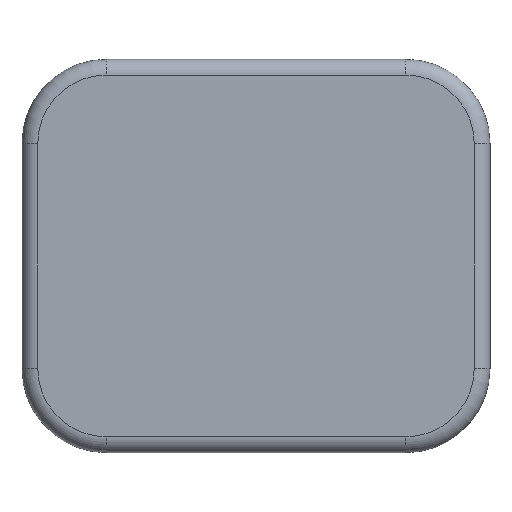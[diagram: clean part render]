
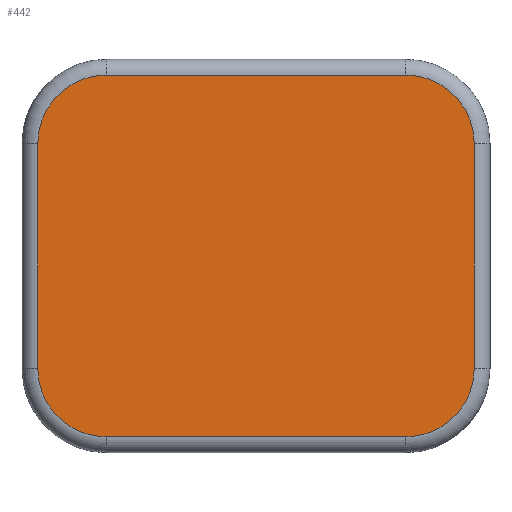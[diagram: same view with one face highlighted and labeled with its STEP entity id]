
A CAD part, top view. The second image highlights one B-rep face of the part: STEP entity #442.
In plain terms, the highlighted planar face has unit normal (0, 0, 1).
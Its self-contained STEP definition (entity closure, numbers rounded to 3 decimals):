
#18=PLANE('',#501);
#43=FACE_OUTER_BOUND('',#70,.T.);
#70=EDGE_LOOP('',(#338,#339,#340,#341,#342,#343,#344,#345));
#87=LINE('',#683,#123);
#88=LINE('',#694,#124);
#90=LINE('',#706,#126);
#92=LINE('',#718,#128);
#123=VECTOR('',#535,10.);
#124=VECTOR('',#548,10.);
#126=VECTOR('',#562,10.);
#128=VECTOR('',#576,10.);
#161=CIRCLE('',#476,6.5);
#165=CIRCLE('',#482,6.5);
#169=CIRCLE('',#488,6.5);
#172=CIRCLE('',#493,6.5);
#186=VERTEX_POINT('',#676);
#189=VERTEX_POINT('',#681);
#191=VERTEX_POINT('',#686);
#193=VERTEX_POINT('',#692);
#195=VERTEX_POINT('',#698);
#197=VERTEX_POINT('',#704);
#199=VERTEX_POINT('',#710);
#201=VERTEX_POINT('',#716);
#229=EDGE_CURVE('',#189,#186,#87,.T.);
#231=EDGE_CURVE('',#191,#189,#161,.T.);
#234=EDGE_CURVE('',#193,#191,#88,.T.);
#237=EDGE_CURVE('',#195,#193,#165,.T.);
#240=EDGE_CURVE('',#197,#195,#90,.T.);
#243=EDGE_CURVE('',#199,#197,#169,.T.);
#246=EDGE_CURVE('',#201,#199,#92,.T.);
#248=EDGE_CURVE('',#186,#201,#172,.T.);
#338=ORIENTED_EDGE('',*,*,#229,.F.);
#339=ORIENTED_EDGE('',*,*,#231,.F.);
#340=ORIENTED_EDGE('',*,*,#234,.F.);
#341=ORIENTED_EDGE('',*,*,#237,.F.);
#342=ORIENTED_EDGE('',*,*,#240,.F.);
#343=ORIENTED_EDGE('',*,*,#243,.F.);
#344=ORIENTED_EDGE('',*,*,#246,.F.);
#345=ORIENTED_EDGE('',*,*,#248,.F.);
#442=ADVANCED_FACE('',(#43),#18,.T.);
#476=AXIS2_PLACEMENT_3D('',#688,#540,#541);
#482=AXIS2_PLACEMENT_3D('',#700,#554,#555);
#488=AXIS2_PLACEMENT_3D('',#712,#568,#569);
#493=AXIS2_PLACEMENT_3D('',#721,#580,#581);
#501=AXIS2_PLACEMENT_3D('',#741,#603,#604);
#535=DIRECTION('',(0.,1.,0.));
#540=DIRECTION('center_axis',(0.,0.,-1.));
#541=DIRECTION('ref_axis',(-0.707,-0.707,0.));
#548=DIRECTION('',(-1.,0.,0.));
#554=DIRECTION('center_axis',(0.,0.,-1.));
#555=DIRECTION('ref_axis',(0.707,-0.707,0.));
#562=DIRECTION('',(0.,-1.,0.));
#568=DIRECTION('center_axis',(0.,0.,-1.));
#569=DIRECTION('ref_axis',(0.707,0.707,0.));
#576=DIRECTION('',(1.,0.,0.));
#580=DIRECTION('center_axis',(0.,0.,-1.));
#581=DIRECTION('ref_axis',(-0.707,0.707,0.));
#603=DIRECTION('center_axis',(0.,0.,1.));
#604=DIRECTION('ref_axis',(1.,0.,0.));
#676=CARTESIAN_POINT('',(-20.715,10.67,4.11));
#681=CARTESIAN_POINT('',(-20.715,-10.67,4.11));
#683=CARTESIAN_POINT('',(-20.715,5.335,4.11));
#686=CARTESIAN_POINT('',(-14.215,-17.17,4.11));
#688=CARTESIAN_POINT('Origin',(-14.215,-10.67,4.11));
#692=CARTESIAN_POINT('',(14.215,-17.17,4.11));
#694=CARTESIAN_POINT('',(-7.107,-17.17,4.11));
#698=CARTESIAN_POINT('',(20.715,-10.67,4.11));
#700=CARTESIAN_POINT('Origin',(14.215,-10.67,4.11));
#704=CARTESIAN_POINT('',(20.715,10.67,4.11));
#706=CARTESIAN_POINT('',(20.715,-5.335,4.11));
#710=CARTESIAN_POINT('',(14.215,17.17,4.11));
#712=CARTESIAN_POINT('Origin',(14.215,10.67,4.11));
#716=CARTESIAN_POINT('',(-14.215,17.17,4.11));
#718=CARTESIAN_POINT('',(7.108,17.17,4.11));
#721=CARTESIAN_POINT('Origin',(-14.215,10.67,4.11));
#741=CARTESIAN_POINT('Origin',(0.,0.,
4.11));
